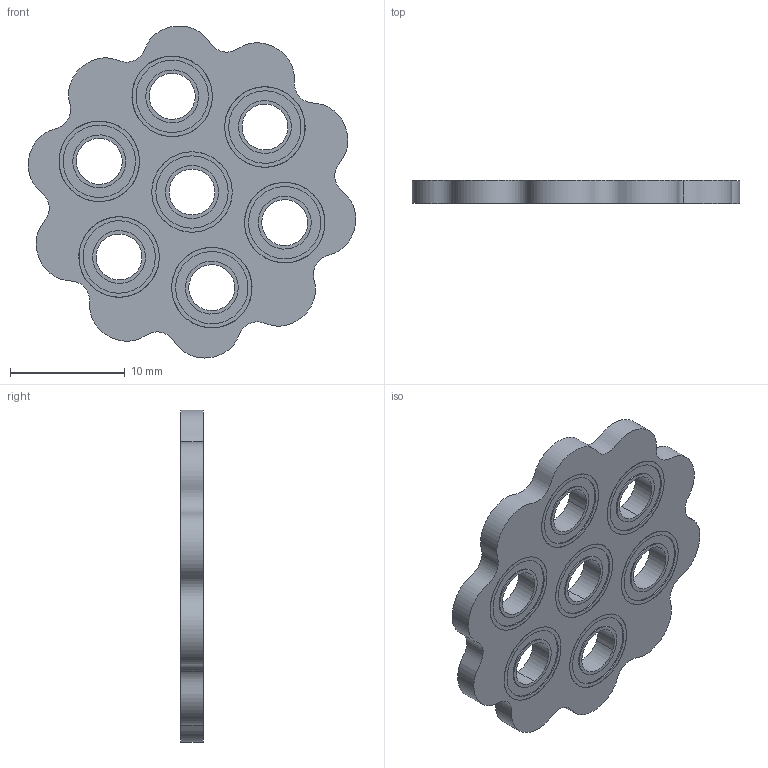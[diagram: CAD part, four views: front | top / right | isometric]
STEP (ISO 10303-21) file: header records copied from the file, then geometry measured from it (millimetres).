
FILE_DESCRIPTION (( 'STEP AP214' ), '1' );
FILE_NAME ('粣創啊詠饜磁.STEP', '2022-12-26T10:36:24', ( '' ), ( '' ), 'SwSTEP 2.0', 'SolidWorks 2023', '' );
FILE_SCHEMA (( 'AUTOMOTIVE_DESIGN' ));
Length unit declared in the file: millimetre
Products named in the file (4): V2.0摆线.step; V2.0摆线 v2.step; MF74; 轴承摆碟配合
Assembly tree (9 placements, depth 3):
  轴承摆碟配合
    MF74  x7
    V2.0摆线 v2.step
      V2.0摆线.step
Bounding box: 28.49 x 2 x 28.89 mm (x, y, z)
Volume: 948.8 mm3; surface area: 2033.2 mm2
Topology: 8 solids, 8 shells, 144 faces, 300 edges, 200 vertices
Faces by surface type: cylinder 98, plane 44, bspline 2
Entity records: 16272 total; most frequent: CARTESIAN_POINT 15225, DIRECTION 224, ORIENTED_EDGE 168, AXIS2_PLACEMENT_3D 99, EDGE_CURVE 84, VERTEX_POINT 56, EDGE_LOOP 56, CIRCLE 52
